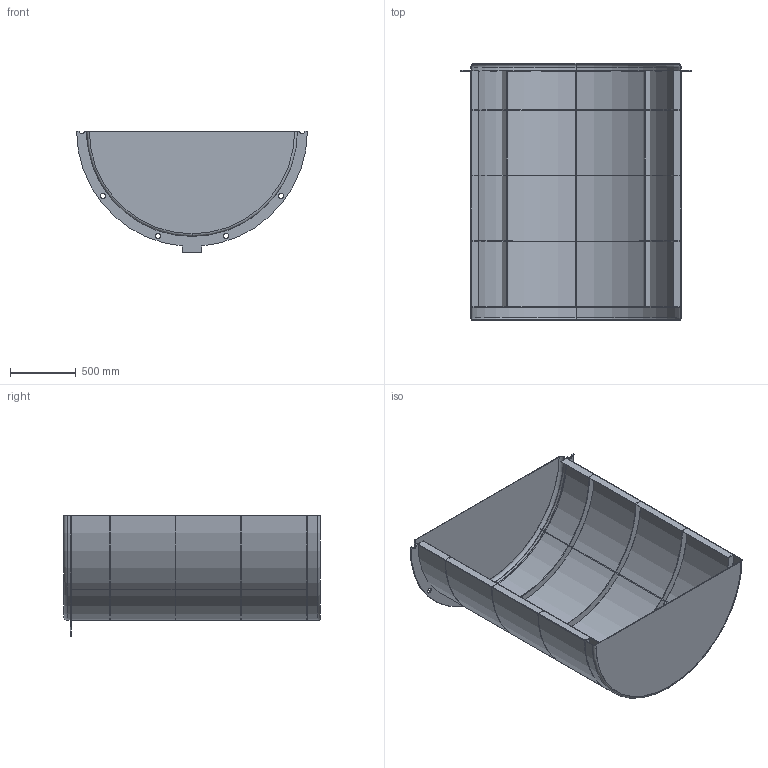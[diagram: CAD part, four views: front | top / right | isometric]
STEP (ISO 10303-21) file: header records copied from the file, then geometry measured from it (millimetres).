
FILE_DESCRIPTION (( 'STEP AP214' ), '1' );
FILE_NAME ('Pressure vessel base geometry.STEP', '2023-05-07T05:45:28', ( '' ), ( '' ), 'SwSTEP 2.0', 'SolidWorks 2022', '' );
FILE_SCHEMA (( 'AUTOMOTIVE_DESIGN' ));
Length unit declared in the file: millimetre
Products named in the file (1): Pressure vessel base geometry
Bounding box: 1755.4 x 1955 x 927.7 mm (x, y, z)
Volume: 29558550.4 mm3; surface area: 16873788.1 mm2
Topology: 11 solids, 11 shells, 119 faces, 286 edges, 189 vertices
Faces by surface type: plane 66, cylinder 37, torus 8, bspline 8
Entity records: 10044 total; most frequent: CARTESIAN_POINT 7067, DIRECTION 586, ORIENTED_EDGE 572, EDGE_CURVE 286, AXIS2_PLACEMENT_3D 204, VERTEX_POINT 189, VECTOR 178, LINE 178
